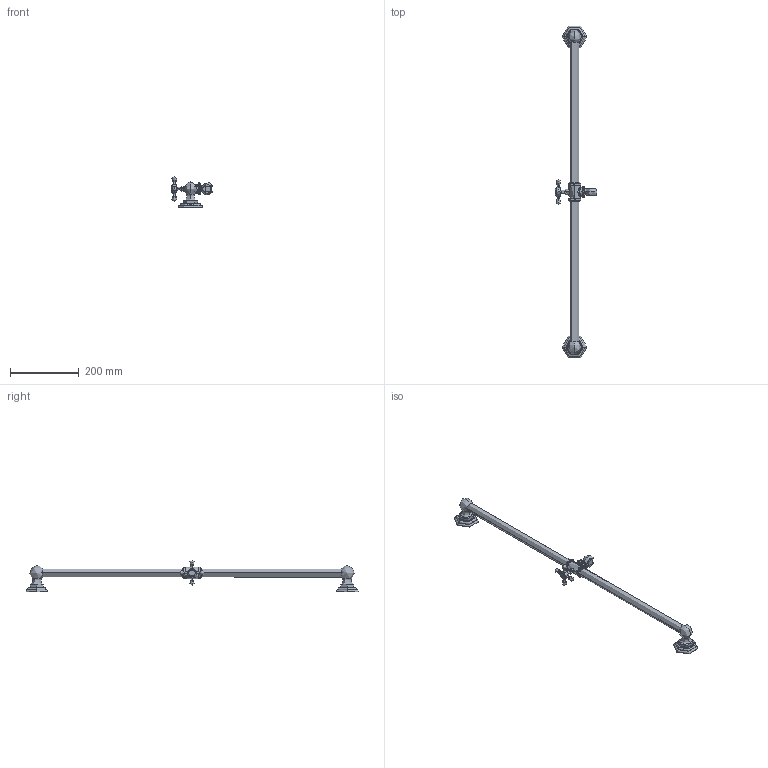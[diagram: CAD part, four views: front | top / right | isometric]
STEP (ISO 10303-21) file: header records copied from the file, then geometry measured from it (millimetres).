
FILE_DESCRIPTION((''),'2;1');
FILE_NAME('294_WEB','2010-11-16T',('project'),(''),'PRO/ENGINEER BY PARAMETRIC TECHNOLOGY CORPORATION, 2009300','PRO/ENGINEER BY PARAMETRIC TECHNOLOGY CORPORATION, 2009300','');
FILE_SCHEMA(('CONFIG_CONTROL_DESIGN'));
Products named in the file (1): 294_WEB
Bounding box: 121.53 x 964.28 x 90.65 mm (x, y, z)
Topology: 0 solids, 26 shells, 2743 faces, 6850 edges, 4186 vertices
Faces by surface type: cylinder 1069, cone 634, plane 466, bspline 355, torus 174, sphere 28, extrusion 13, revolution 4
Full cylindrical faces by diameter (mm): 11.497 x2
Entity records: 136616 total; most frequent: CARTESIAN_POINT 77091, ORIENTED_EDGE 13451, DIRECTION 10580, EDGE_CURVE 6785, AXIS2_PLACEMENT_3D 4187, VERTEX_POINT 4181, EDGE_LOOP 2901, B_SPLINE_CURVE_WITH_KNOTS 2796
